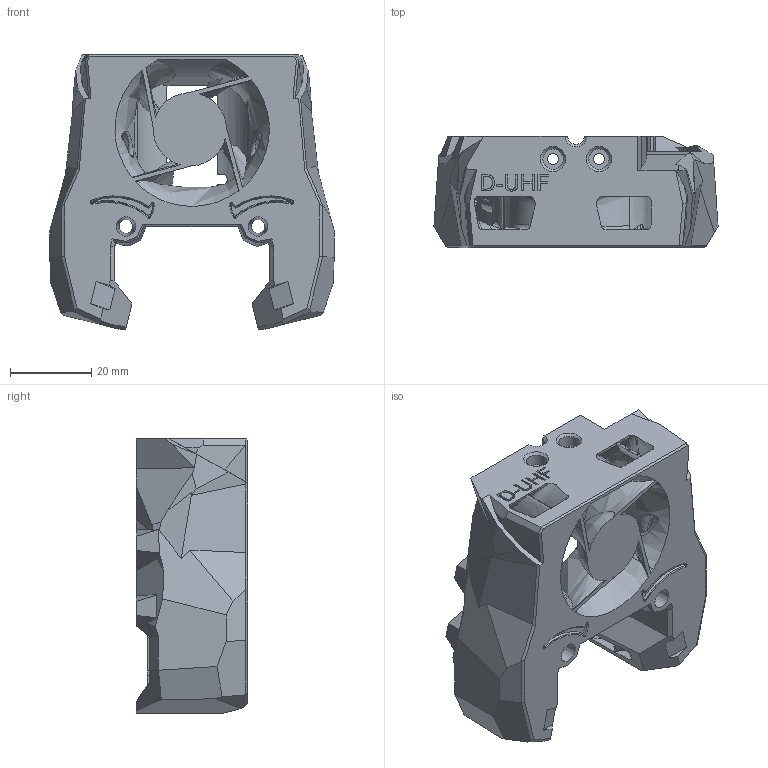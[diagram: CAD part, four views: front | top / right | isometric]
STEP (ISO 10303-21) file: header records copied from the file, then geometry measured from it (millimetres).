
FILE_DESCRIPTION(/* description */ (''),/* implementation_level */ '2;1');
FILE_NAME(/* name */ 'SB_Dragon_UHF_TH_Front.stp',/* time_stamp */ '2023-08-06T16:28:50+02:00',/* author */ (''),/* organization */ (''),/* preprocessor_version */ 'ST-DEVELOPER v16.7',/* originating_system */ 'SIEMENS PLM Software NX 1847',/* authorisation */ '');
FILE_SCHEMA (('AUTOMOTIVE_DESIGN { 1 0 10303 214 3 1 1 1 }'));
Products named in the file (1): SB_Dragon_UHF_TH_Front
Bounding box: 69.95 x 27.4 x 67.43 mm (x, y, z)
Volume: 44178.1 mm3; surface area: 26055.1 mm2
Topology: 1 solids, 1 shells, 601 faces, 1874 edges, 1255 vertices
Faces by surface type: plane 294, bspline 188, cone 42, cylinder 41, extrusion 34, torus 1, sphere 1
Full cylindrical faces by diameter (mm): 2.7 x2, 3.4 x2, 4.6 x2, 4.7 x2, 5 x2
Entity records: 46347 total; most frequent: CARTESIAN_POINT 31830, ORIENTED_EDGE 3690, DIRECTION 1969, EDGE_CURVE 1845, VERTEX_POINT 1254, B_SPLINE_CURVE_WITH_KNOTS 912, VECTOR 791, LINE 757
